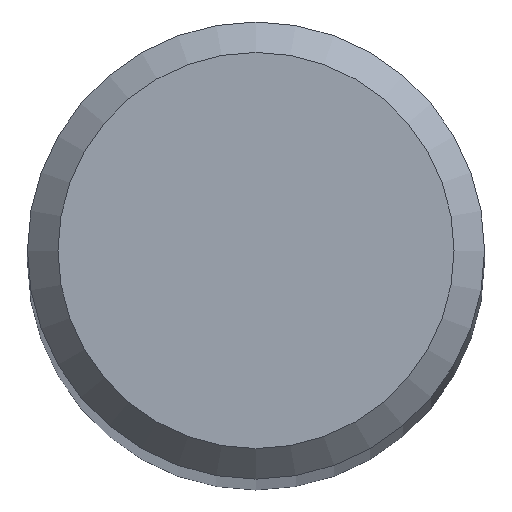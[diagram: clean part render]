
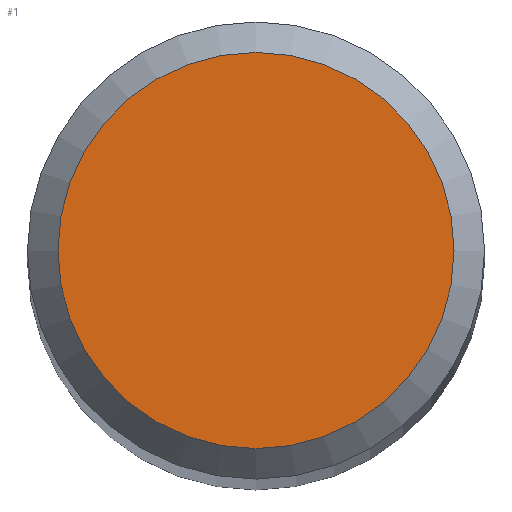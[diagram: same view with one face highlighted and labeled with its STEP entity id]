
A CAD part, top view. The second image highlights one B-rep face of the part: STEP entity #1.
In plain terms, the highlighted planar face has unit normal (0, 0, 1).
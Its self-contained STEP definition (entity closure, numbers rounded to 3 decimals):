
#1 = ADVANCED_FACE ( 'NONE', ( #75 ), #145, .F. ) ;
#11 = EDGE_CURVE ( 'NONE', #151, #151, #140, .T. ) ;
#19 = AXIS2_PLACEMENT_3D ( 'NONE', #211, #63, #170 ) ;
#24 = DIRECTION ( 'NONE',  ( 0., 1., 0. ) ) ;
#60 = CARTESIAN_POINT ( 'NONE',  ( 0., 0.65, 30. ) ) ;
#63 = DIRECTION ( 'NONE',  ( 0., 0., -1. ) ) ;
#75 = FACE_OUTER_BOUND ( 'NONE', #132, .T. ) ;
#86 = DIRECTION ( 'NONE',  ( 0., 0., -1. ) ) ;
#103 = CARTESIAN_POINT ( 'NONE',  ( 0., 0., 30. ) ) ;
#104 = AXIS2_PLACEMENT_3D ( 'NONE', #103, #86, #24 ) ;
#132 = EDGE_LOOP ( 'NONE', ( #180 ) ) ;
#140 = CIRCLE ( 'NONE', #104, 0.65 ) ;
#145 = PLANE ( 'NONE',  #19 ) ;
#151 = VERTEX_POINT ( 'NONE', #60 ) ;
#170 = DIRECTION ( 'NONE',  ( 0., 1., 0. ) ) ;
#180 = ORIENTED_EDGE ( 'NONE', *, *, #11, .F. ) ;
#211 = CARTESIAN_POINT ( 'NONE',  ( 0., 0., 30. ) ) ;
